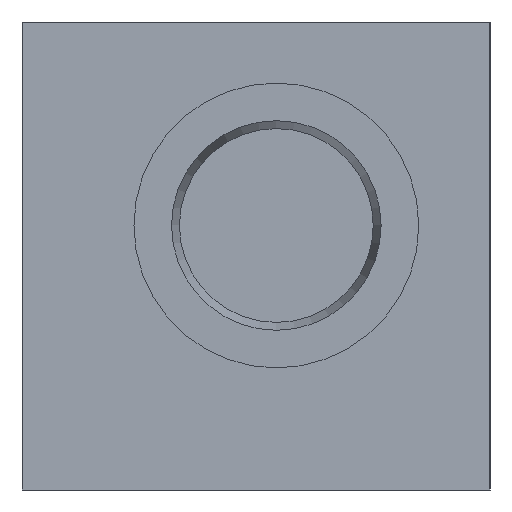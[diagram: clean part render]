
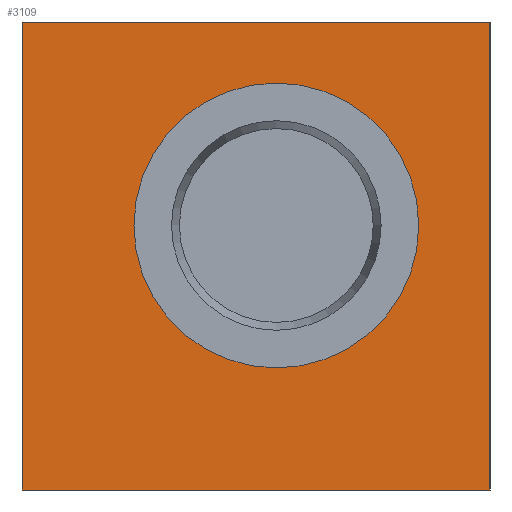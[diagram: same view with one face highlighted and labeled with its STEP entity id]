
A CAD part, left-side view. The second image highlights one B-rep face of the part: STEP entity #3109.
In plain terms, the highlighted planar face has unit normal (-1, 0, 0).
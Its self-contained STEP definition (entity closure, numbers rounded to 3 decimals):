
#47=CIRCLE('',#3265,14.);
#203=FACE_BOUND('',#679,.T.);
#310=PLANE('',#3264);
#468=FACE_OUTER_BOUND('',#678,.T.);
#678=EDGE_LOOP('',(#2860,#2861,#2862,#2863));
#679=EDGE_LOOP('',(#2864));
#999=LINE('',#5279,#1280);
#1002=LINE('',#5317,#1283);
#1003=LINE('',#5333,#1284);
#1006=LINE('',#5357,#1287);
#1280=VECTOR('',#3748,46.);
#1283=VECTOR('',#3793,46.);
#1284=VECTOR('',#3810,46.);
#1287=VECTOR('',#3837,46.);
#1625=VERTEX_POINT('',#5272);
#1628=VERTEX_POINT('',#5277);
#1642=VERTEX_POINT('',#5315);
#1649=VERTEX_POINT('',#5332);
#1659=VERTEX_POINT('',#5358);
#2039=EDGE_CURVE('',#1625,#1628,#999,.T.);
#2054=EDGE_CURVE('',#1642,#1628,#1002,.T.);
#2061=EDGE_CURVE('',#1649,#1625,#1003,.T.);
#2072=EDGE_CURVE('',#1649,#1642,#1006,.T.);
#2073=EDGE_CURVE('',#1659,#1659,#47,.T.);
#2860=ORIENTED_EDGE('',*,*,#2039,.T.);
#2861=ORIENTED_EDGE('',*,*,#2054,.F.);
#2862=ORIENTED_EDGE('',*,*,#2072,.F.);
#2863=ORIENTED_EDGE('',*,*,#2061,.T.);
#2864=ORIENTED_EDGE('',*,*,#2073,.F.);
#3109=ADVANCED_FACE('',(#468,#203),#310,.T.);
#3264=AXIS2_PLACEMENT_3D('',#5356,#3835,#3836);
#3265=AXIS2_PLACEMENT_3D('',#5359,#3838,#3839);
#3748=DIRECTION('',(0.,0.,1.));
#3793=DIRECTION('',(0.,-1.,0.));
#3810=DIRECTION('',(0.,-1.,0.));
#3835=DIRECTION('center_axis',(-1.,0.,0.));
#3836=DIRECTION('ref_axis',(0.,1.,0.));
#3837=DIRECTION('',(0.,0.,1.));
#3838=DIRECTION('center_axis',(-1.,0.,0.));
#3839=DIRECTION('ref_axis',(0.,-1.,0.));
#5272=CARTESIAN_POINT('',(251.,0.,45.));
#5277=CARTESIAN_POINT('',(251.,0.,91.));
#5279=CARTESIAN_POINT('',(251.,0.,45.));
#5315=CARTESIAN_POINT('',(251.,46.,91.));
#5317=CARTESIAN_POINT('',(251.,46.,91.));
#5332=CARTESIAN_POINT('',(251.,46.,45.));
#5333=CARTESIAN_POINT('',(251.,46.,45.));
#5356=CARTESIAN_POINT('Origin',(251.,0.,45.));
#5357=CARTESIAN_POINT('',(251.,46.,45.));
#5358=CARTESIAN_POINT('',(251.,35.,71.));
#5359=CARTESIAN_POINT('Origin',(251.,21.,71.));
